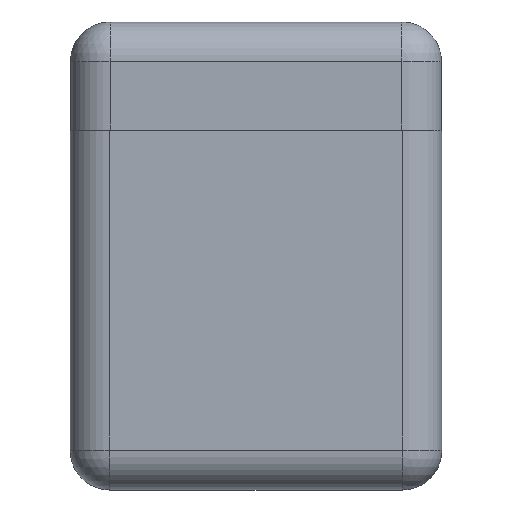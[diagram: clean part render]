
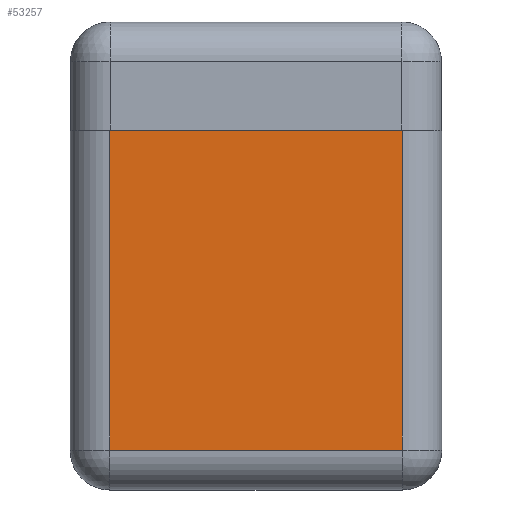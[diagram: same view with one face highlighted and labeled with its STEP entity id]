
A CAD part, top view. The second image highlights one B-rep face of the part: STEP entity #53257.
In plain terms, the highlighted planar face has unit normal (0, 0, 1).
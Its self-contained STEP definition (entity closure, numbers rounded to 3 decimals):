
#4226 = DIRECTION ( 'NONE',  ( 1., 0., 0. ) ) ;
#5983 = EDGE_CURVE ( 'NONE', #34948, #73986, #42575, .T. ) ;
#7464 = DIRECTION ( 'NONE',  ( 0., 0., 1. ) ) ;
#12561 = CARTESIAN_POINT ( 'NONE',  ( -295.937, 338.15, 274.711 ) ) ;
#15241 = VECTOR ( 'NONE', #35758, 1000. ) ;
#16004 = ORIENTED_EDGE ( 'NONE', *, *, #83282, .F. ) ;
#16584 = CARTESIAN_POINT ( 'NONE',  ( 375.937, -309.078, 274.711 ) ) ;
#18806 = LINE ( 'NONE', #82893, #84065 ) ;
#25333 = CARTESIAN_POINT ( 'NONE',  ( 295.937, -309.078, 274.711 ) ) ;
#25394 = CARTESIAN_POINT ( 'NONE',  ( 295.937, 288.62, 274.711 ) ) ;
#33494 = DIRECTION ( 'NONE',  ( 0., -1., 0. ) ) ;
#33908 = PLANE ( 'NONE',  #51650 ) ;
#34948 = VERTEX_POINT ( 'NONE', #12561 ) ;
#35569 = VECTOR ( 'NONE', #4226, 1000. ) ;
#35758 = DIRECTION ( 'NONE',  ( 0., -1., 0. ) ) ;
#39791 = CARTESIAN_POINT ( 'NONE',  ( 295.937, 338.15, 274.711 ) ) ;
#40590 = ORIENTED_EDGE ( 'NONE', *, *, #52700, .T. ) ;
#42575 = LINE ( 'NONE', #69062, #15241 ) ;
#44852 = DIRECTION ( 'NONE',  ( 1., 0., 0. ) ) ;
#45447 = LINE ( 'NONE', #25394, #62522 ) ;
#51650 = AXIS2_PLACEMENT_3D ( 'NONE', #65936, #7464, #33494 ) ;
#52700 = EDGE_CURVE ( 'NONE', #73678, #76475, #45447, .T. ) ;
#52880 = ORIENTED_EDGE ( 'NONE', *, *, #5983, .T. ) ;
#53257 = ADVANCED_FACE ( 'NONE', ( #78756 ), #33908, .T. ) ;
#58723 = EDGE_CURVE ( 'NONE', #73986, #73678, #62699, .T. ) ;
#62522 = VECTOR ( 'NONE', #71088, 1000. ) ;
#62699 = LINE ( 'NONE', #16584, #35569 ) ;
#63843 = ORIENTED_EDGE ( 'NONE', *, *, #58723, .T. ) ;
#65832 = CARTESIAN_POINT ( 'NONE',  ( -295.937, -309.078, 274.711 ) ) ;
#65936 = CARTESIAN_POINT ( 'NONE',  ( -375.937, 288.62, 274.711 ) ) ;
#69062 = CARTESIAN_POINT ( 'NONE',  ( -295.937, 288.62, 274.711 ) ) ;
#71088 = DIRECTION ( 'NONE',  ( 0., 1., 0. ) ) ;
#73678 = VERTEX_POINT ( 'NONE', #25333 ) ;
#73986 = VERTEX_POINT ( 'NONE', #65832 ) ;
#76475 = VERTEX_POINT ( 'NONE', #39791 ) ;
#78756 = FACE_OUTER_BOUND ( 'NONE', #79191, .T. ) ;
#79191 = EDGE_LOOP ( 'NONE', ( #63843, #40590, #16004, #52880 ) ) ;
#82893 = CARTESIAN_POINT ( 'NONE',  ( -375.937, 338.15, 274.711 ) ) ;
#83282 = EDGE_CURVE ( 'NONE', #34948, #76475, #18806, .T. ) ;
#84065 = VECTOR ( 'NONE', #44852, 1000. ) ;
